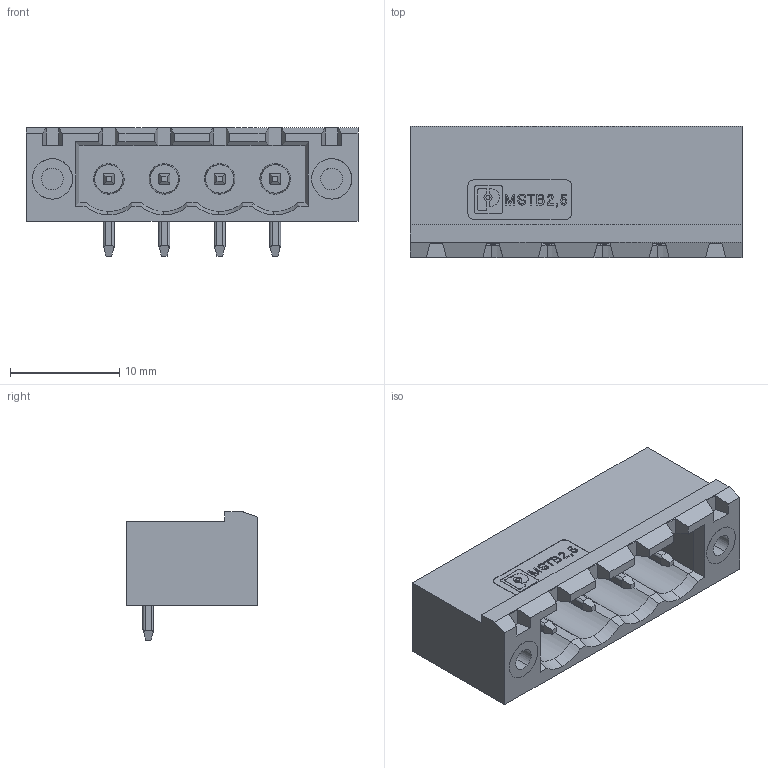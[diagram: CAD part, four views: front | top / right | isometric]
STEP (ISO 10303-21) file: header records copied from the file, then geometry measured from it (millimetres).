
FILE_DESCRIPTION(('STEP AP214'),'1');
FILE_NAME('cctmp_A8E5F0A5-B9E3-463A-AFFD-0FF89757C868_2024_04_08_10_58_11_0067_9808..stp','2024-04-08T10:58:11',('PHOENIX CONTACT Deutschland GmbH'),('CADClick - www.CADClick.com'),'Spatial InterOp 3D',' ','unknown authorization');
FILE_SCHEMA(('AUTOMOTIVE_DESIGN'));
Length unit declared in the file: millimetre
Products named in the file (8): 2024_04_08_10_58_10_0724; 2024_04_08_10_58_11_0067; 2024_04_08_10_58_11_0052; 2024_04_08_10_58_11_0036; 2024_04_08_10_58_11_0020; 2024_04_08_10_58_11_0005; 2024_04_08_10_58_10_0989; 2024_04_08_10_58_10_0958
Assembly tree (7 placements, depth 2):
  2024_04_08_10_58_10_0724
    2024_04_08_10_58_11_0067
    2024_04_08_10_58_11_0052
    2024_04_08_10_58_11_0036
    2024_04_08_10_58_11_0020
    2024_04_08_10_58_11_0005
    2024_04_08_10_58_10_0989
    2024_04_08_10_58_10_0958
Bounding box: 30.43 x 12 x 11.8 mm (x, y, z)
Volume: 1750.2 mm3; surface area: 2735.8 mm2
Topology: 7 solids, 7 shells, 771 faces, 2177 edges, 1436 vertices
Faces by surface type: plane 525, cylinder 198, cone 24, bspline 16, sphere 8
Entity records: 58273 total; most frequent: CARTESIAN_POINT 15442, ORIENTED_EDGE 4338, DIRECTION 4072, STYLED_ITEM 4025, PRESENTATION_STYLE_ASSIGNMENT 4025, COLOUR_RGB 4025, EDGE_CURVE 2169, CURVE_STYLE 2045
